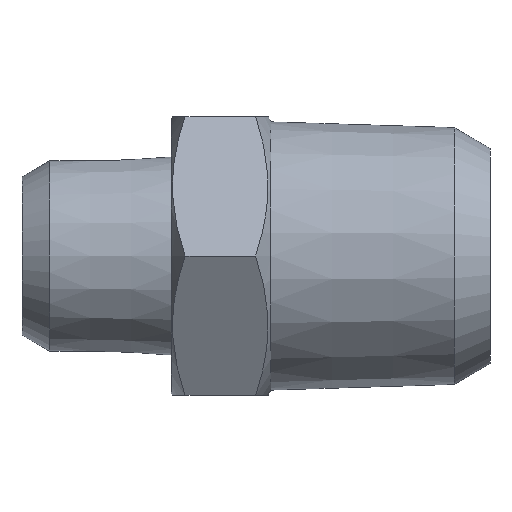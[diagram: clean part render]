
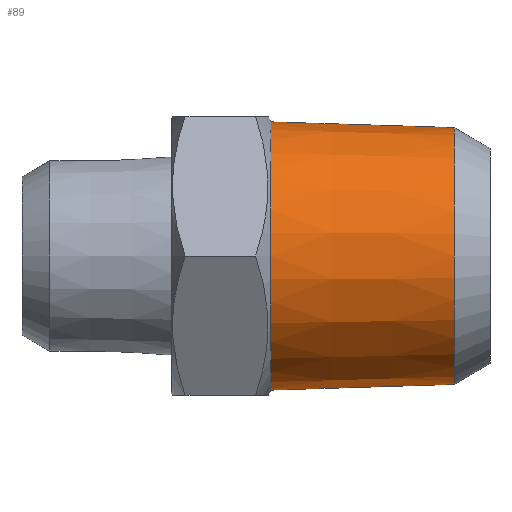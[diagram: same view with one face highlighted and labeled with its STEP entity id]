
A CAD part, left-side view. The second image highlights one B-rep face of the part: STEP entity #89.
In plain terms, the highlighted conical face has half-angle 1.79 degrees and reference radius 6.735 mm.
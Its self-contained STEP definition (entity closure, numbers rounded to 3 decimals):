
#89 = ADVANCED_FACE( 'NONE', ( #135, #136 ), #137, .T. );
#135 = FACE_OUTER_BOUND( '', #192, .T. );
#136 = FACE_BOUND( '', #193, .T. );
#137 = CONICAL_SURFACE( '', #194, 6.735, 0.031 );
#192 = EDGE_LOOP( '', ( #307 ) );
#193 = EDGE_LOOP( '', ( #308 ) );
#194 = AXIS2_PLACEMENT_3D( '', #309, #310, #311 );
#307 = ORIENTED_EDGE( '', *, *, #351, .T. );
#308 = ORIENTED_EDGE( '', *, *, #377, .F. );
#309 = CARTESIAN_POINT( '', ( 0., -0.75, 0. ) );
#310 = DIRECTION( '', ( 0., 1., 0. ) );
#311 = DIRECTION( '', ( 0., 0., 1. ) );
#351 = EDGE_CURVE( 'NONE', #392, #392, #393, .T. );
#377 = EDGE_CURVE( 'NONE', #439, #439, #440, .T. );
#392 = VERTEX_POINT( '', #476 );
#393 = CIRCLE( '', #477, 6.735 );
#439 = VERTEX_POINT( '', #606 );
#440 = CIRCLE( '', #607, 6.447 );
#476 = CARTESIAN_POINT( '', ( 0., -0.75, -6.735 ) );
#477 = AXIS2_PLACEMENT_3D( '', #621, #622, #623 );
#606 = CARTESIAN_POINT( '', ( 0., -9.95, -6.447 ) );
#607 = AXIS2_PLACEMENT_3D( '', #651, #652, #653 );
#621 = CARTESIAN_POINT( '', ( 0., -0.75, 0. ) );
#622 = DIRECTION( '', ( 0., -1., 0. ) );
#623 = DIRECTION( '', ( 0., 0., -1. ) );
#651 = CARTESIAN_POINT( '', ( 0., -9.95, 0. ) );
#652 = DIRECTION( '', ( 0., -1., 0. ) );
#653 = DIRECTION( '', ( 0., 0., -1. ) );
